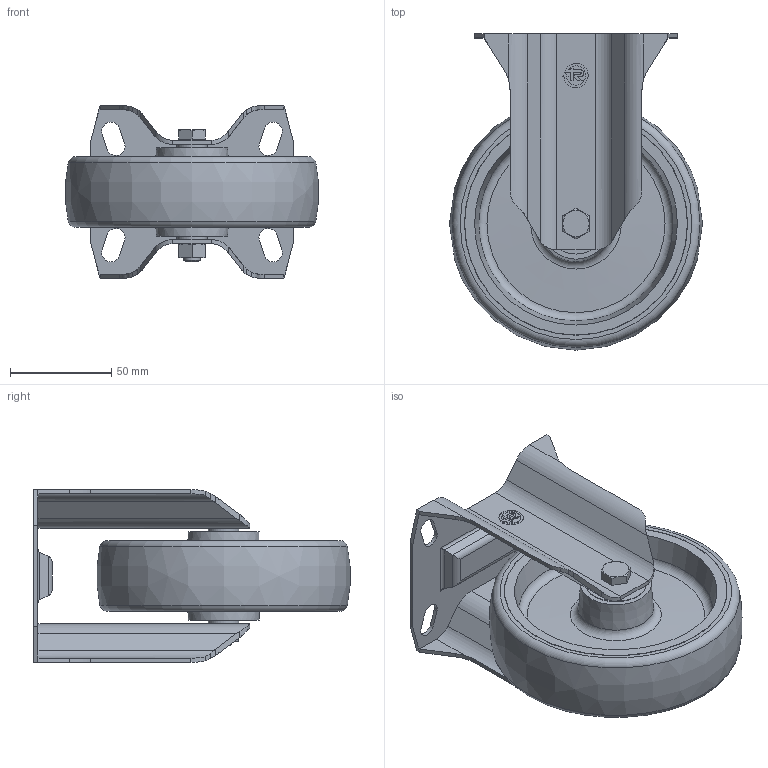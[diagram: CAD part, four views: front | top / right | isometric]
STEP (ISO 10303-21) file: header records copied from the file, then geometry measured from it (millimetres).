
FILE_DESCRIPTION( ( 'STEP AP214' ), ' ' );
FILE_NAME( 'SF_NL_2_125_605703_0.stp', '2017-04-27T09:13:24', ( '' ), ( '' ), ' ', 'PARTsolutions', ' ' );
FILE_SCHEMA( ( 'AUTOMOTIVE_DESIGN { 1 0 10303 214 1 1 1 1 }' ) );
Length unit declared in the file: millimetre
Products named in the file (6): SF/NL 2 125 605703 0; _Serie 60 P6 CB - 601103; _Shaft 125-M8-40-15450; _SF/NL (125-100x85-35156)-b; _Nut M8(GREY); _Bolt M8-60(GREY)
Assembly tree (5 placements, depth 2):
  SF/NL 2 125 605703 0
    _Serie 60 P6 CB - 601103
    _Shaft 125-M8-40-15450
    _SF/NL (125-100x85-35156)-b
    _Nut M8(GREY)
    _Bolt M8-60(GREY)
Bounding box: 124.68 x 155.84 x 85 mm (x, y, z)
Volume: 288492.3 mm3; surface area: 101617.7 mm2
Topology: 5 solids, 5 shells, 273 faces, 697 edges, 449 vertices
Faces by surface type: plane 157, cylinder 82, cone 27, torus 6, bspline 1
Full cylindrical faces by diameter (mm): 6.647 x1, 8 x4, 11.47 x1, 15 x2, 30 x2, 109.8 x2, 110 x2
Entity records: 10822 total; most frequent: CARTESIAN_POINT 2033, ORIENTED_EDGE 1334, DIRECTION 1312, EDGE_CURVE 667, AXIS2_PLACEMENT_3D 455, VERTEX_POINT 449, LINE 402, VECTOR 402
